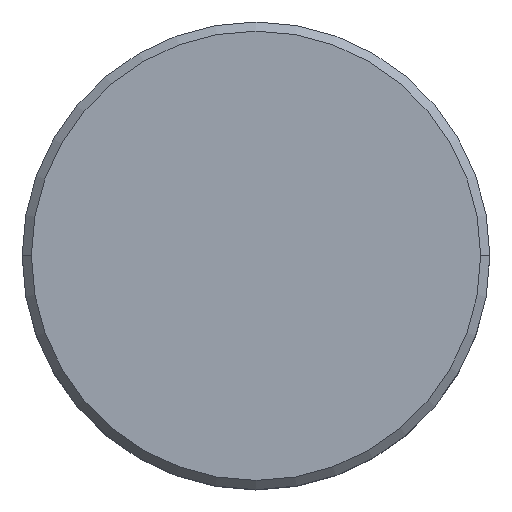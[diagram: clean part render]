
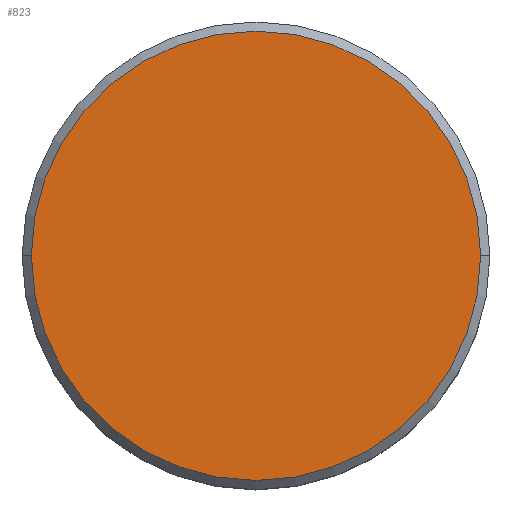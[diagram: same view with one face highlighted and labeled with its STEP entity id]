
A CAD part, top view. The second image highlights one B-rep face of the part: STEP entity #823.
In plain terms, the highlighted planar face has unit normal (0, 0, 1).
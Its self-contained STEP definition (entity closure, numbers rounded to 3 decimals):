
#778 = VERTEX_POINT ( 'NONE', #3030 ) ;
#823 = ADVANCED_FACE ( 'NONE', ( #2476 ), #5998, .T. ) ;
#1122 = EDGE_CURVE ( 'NONE', #778, #11518, #6786, .T. ) ;
#1466 = ORIENTED_EDGE ( 'NONE', *, *, #1122, .T. ) ;
#1490 = ORIENTED_EDGE ( 'NONE', *, *, #4151, .T. ) ;
#1524 = CARTESIAN_POINT ( 'NONE',  ( 0., 0., 3. ) ) ;
#1876 = AXIS2_PLACEMENT_3D ( 'NONE', #1524, #13389, #11648 ) ;
#2314 = CARTESIAN_POINT ( 'NONE',  ( -6.1, 0., 3. ) ) ;
#2476 = FACE_OUTER_BOUND ( 'NONE', #11703, .T. ) ;
#3030 = CARTESIAN_POINT ( 'NONE',  ( 6.1, 0., 3. ) ) ;
#3134 = DIRECTION ( 'NONE',  ( 1., 0., 0. ) ) ;
#3539 = DIRECTION ( 'NONE',  ( 1., 0., 0. ) ) ;
#3581 = DIRECTION ( 'NONE',  ( 0., 0., 1. ) ) ;
#3623 = CARTESIAN_POINT ( 'NONE',  ( 0., 0., 3. ) ) ;
#4142 = CARTESIAN_POINT ( 'NONE',  ( 0., 0., 3. ) ) ;
#4151 = EDGE_CURVE ( 'NONE', #11518, #778, #10327, .T. ) ;
#5998 = PLANE ( 'NONE',  #9131 ) ;
#6786 = CIRCLE ( 'NONE', #1876, 6.1 ) ;
#9131 = AXIS2_PLACEMENT_3D ( 'NONE', #4142, #12254, #3134 ) ;
#10327 = CIRCLE ( 'NONE', #10572, 6.1 ) ;
#10572 = AXIS2_PLACEMENT_3D ( 'NONE', #3623, #3581, #3539 ) ;
#11518 = VERTEX_POINT ( 'NONE', #2314 ) ;
#11648 = DIRECTION ( 'NONE',  ( 1., 0., 0. ) ) ;
#11703 = EDGE_LOOP ( 'NONE', ( #1490, #1466 ) ) ;
#12254 = DIRECTION ( 'NONE',  ( 0., 0., 1. ) ) ;
#13389 = DIRECTION ( 'NONE',  ( 0., 0., 1. ) ) ;
